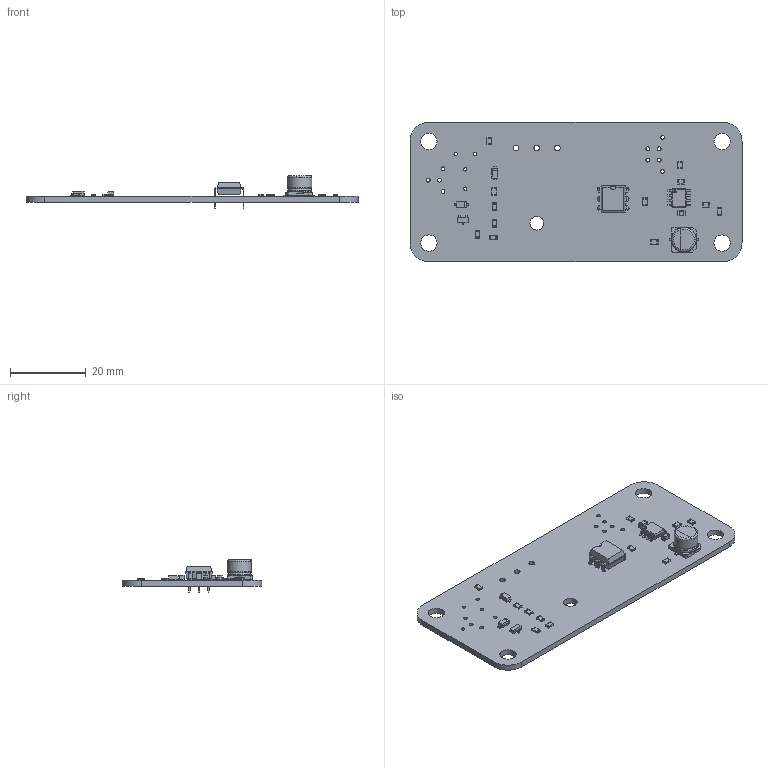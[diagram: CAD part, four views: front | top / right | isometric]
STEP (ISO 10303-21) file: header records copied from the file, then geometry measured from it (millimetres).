
FILE_DESCRIPTION(('KiCad electronic assembly'),'2;1');
FILE_NAME('TSALv2.step','2025-01-21T20:56:24',('Pcbnew'),('Kicad'), 'Open CASCADE STEP processor 7.7','KiCad to STEP converter','Unknown' );
FILE_SCHEMA(('AUTOMOTIVE_DESIGN { 1 0 10303 214 1 1 1 1 }'));
Length unit declared in the file: millimetre
Products named in the file (18): TSALv2 1; R_0805_2012Metric; CP_Elec_6.3x5.4; CP_Elec_63x54; C_0805_2012Metric; D_SOD-123; D_SOD_123; DIP-6_W7.62mm; D_SOD-123F; D_SOD_123F; SOIC-8_3.9x4.9mm_P1.27mm; SOIC_8_39x49mm_P127mm; SOT-23; SOT_23; TSALv2_PCB
Assembly tree (28 placements, depth 3):
  TSALv2 1
    R_0805_2012Metric  x11
      R_0805_2012Metric
    CP_Elec_6.3x5.4
      CP_Elec_63x54
    C_0805_2012Metric  x2
      C_0805_2012Metric
    D_SOD-123
      D_SOD_123
    DIP-6_W7.62mm
      DIP-6_W7.62mm
    D_SOD-123F
      D_SOD_123F
    SOIC-8_3.9x4.9mm_P1.27mm
      SOIC_8_39x49mm_P127mm
    SOT-23
      SOT_23
    TSALv2_PCB
Bounding box: 87.65 x 36.85 x 8.7 mm (x, y, z)
Volume: 5362.6 mm3; surface area: 7545.7 mm2
Topology: 20 solids, 20 shells, 861 faces, 2204 edges, 1391 vertices
Faces by surface type: plane 521, cylinder 220, bspline 115, torus 4, revolution 1
Full cylindrical faces by diameter (mm): 0.6 x1, 0.8 x6, 0.889 x4, 1 x10, 1.5 x3, 3.6 x1, 4.3 x4, 6.3 x2
Entity records: 21471 total; most frequent: CARTESIAN_POINT 3905, ORIENTED_EDGE 2904, DIRECTION 2558, EDGE_CURVE 1452, LINE 1051, VECTOR 1051, VERTEX_POINT 903, AXIS2_PLACEMENT_3D 753
